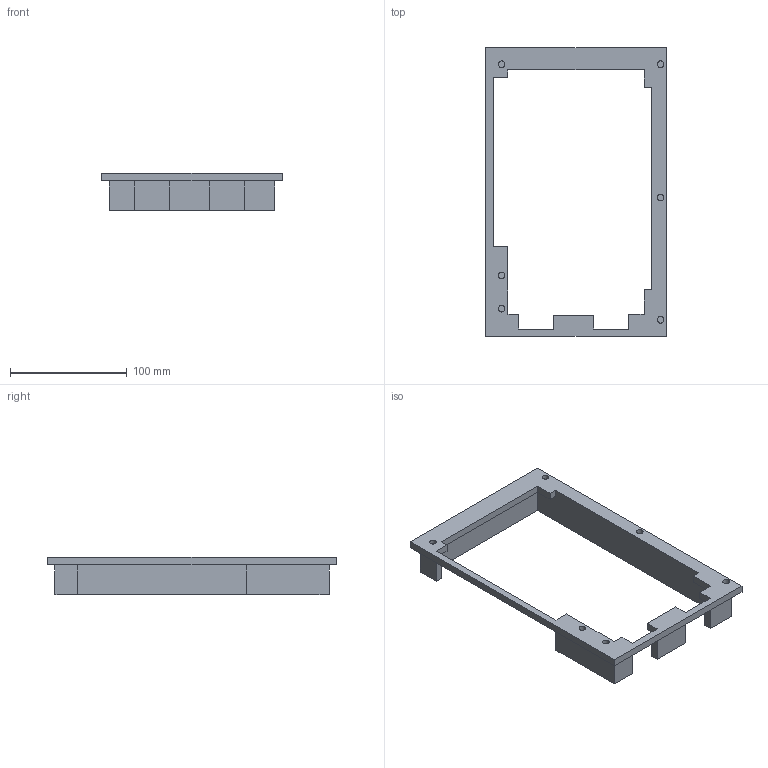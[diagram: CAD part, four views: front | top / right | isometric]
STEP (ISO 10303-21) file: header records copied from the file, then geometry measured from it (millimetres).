
FILE_DESCRIPTION(('FreeCAD Model'),'2;1');
FILE_NAME('Open CASCADE Shape Model','2025-05-23T12:13:59',(''),(''), 'Open CASCADE STEP processor 7.8','FreeCAD','Unknown');
FILE_SCHEMA(('AUTOMOTIVE_DESIGN { 1 0 10303 214 1 1 1 1 }'));
Length unit declared in the file: millimetre
Products named in the file (1): XXXXX-Base-Case Tray
Bounding box: 154.78 x 247.65 x 31.75 mm (x, y, z)
Volume: 148184.2 mm3; surface area: 58226.6 mm2
Topology: 1 solids, 1 shells, 58 faces, 144 edges, 94 vertices
Faces by surface type: plane 52, cylinder 6
Full cylindrical faces by diameter (mm): 5.7 x6
Entity records: 1718 total; most frequent: CARTESIAN_POINT 297, ORIENTED_EDGE 288, DIRECTION 274, EDGE_CURVE 144, LINE 132, VECTOR 132, VERTEX_POINT 94, AXIS2_PLACEMENT_3D 71
